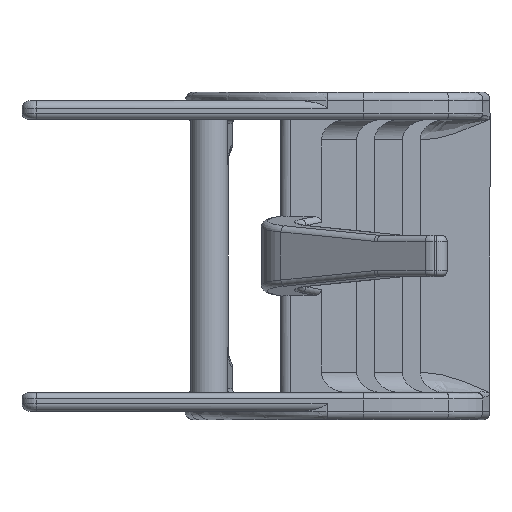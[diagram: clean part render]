
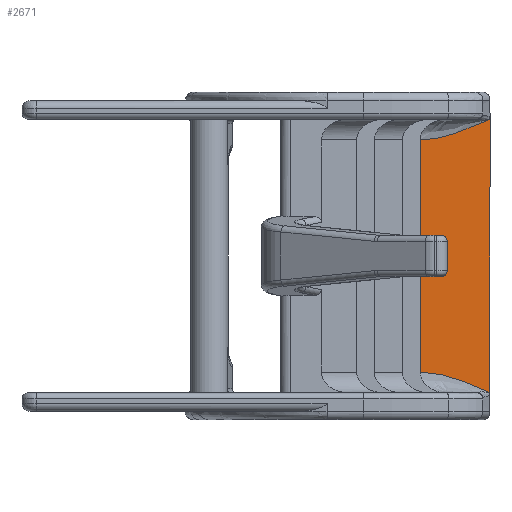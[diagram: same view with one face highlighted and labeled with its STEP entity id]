
A CAD part, front view. The second image highlights one B-rep face of the part: STEP entity #2671.
In plain terms, the highlighted planar face has unit normal (0.762, -0.647, 0).
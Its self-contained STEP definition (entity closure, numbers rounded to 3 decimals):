
#30 = CARTESIAN_POINT ( 'NONE',  ( 2.738, 34.994, 1.279 ) ) ;
#430 = FACE_OUTER_BOUND ( 'NONE', #5550, .T. ) ;
#461 = CARTESIAN_POINT ( 'NONE',  ( -0.631, 31.028, 2.3 ) ) ;
#477 = CARTESIAN_POINT ( 'NONE',  ( 2.715, 34.967, 14.488 ) ) ;
#496 = VERTEX_POINT ( 'NONE', #461 ) ;
#526 = CARTESIAN_POINT ( 'NONE',  ( 2.72, 34.972, 14.49 ) ) ;
#703 = CARTESIAN_POINT ( 'NONE',  ( 2.717, 34.969, 1.312 ) ) ;
#732 = CARTESIAN_POINT ( 'NONE',  ( 2.733, 34.987, 1.292 ) ) ;
#783 = CARTESIAN_POINT ( 'NONE',  ( -0.631, 31.028, 15.801 ) ) ;
#809 = ORIENTED_EDGE ( 'NONE', *, *, #3312, .T. ) ;
#1050 = CARTESIAN_POINT ( 'NONE',  ( 2.728, 34.982, 14.499 ) ) ;
#1348 = CARTESIAN_POINT ( 'NONE',  ( 2.715, 34.967, 1.312 ) ) ;
#1624 = ORIENTED_EDGE ( 'NONE', *, *, #6761, .T. ) ;
#1711 = CARTESIAN_POINT ( 'NONE',  ( 2.743, 35., 15.801 ) ) ;
#1732 = CARTESIAN_POINT ( 'NONE',  ( 2.716, 34.968, 14.488 ) ) ;
#1745 = VERTEX_POINT ( 'NONE', #2886 ) ;
#1771 = ORIENTED_EDGE ( 'NONE', *, *, #2947, .T. ) ;
#1938 = CARTESIAN_POINT ( 'NONE',  ( 2.735, 34.99, 1.287 ) ) ;
#1968 = CARTESIAN_POINT ( 'NONE',  ( 2.724, 34.978, 1.306 ) ) ;
#1977 = ORIENTED_EDGE ( 'NONE', *, *, #6545, .F. ) ;
#1989 = CARTESIAN_POINT ( 'NONE',  ( -0.631, 31.028, 13.5 ) ) ;
#2094 = DIRECTION ( 'NONE',  ( 0., 0., -1. ) ) ;
#2164 = B_SPLINE_CURVE_WITH_KNOTS ( 'NONE', 3,
 ( #3029, #2392, #2422, #6852, #3057, #3669, #6830, #8091, #1050, #2998, #3084, #526, #7506, #3695, #1732, #477 ),
 .UNSPECIFIED., .F., .F.,
 ( 4, 3, 3, 3, 3, 4 ),
 ( 0., 0., 0., 0., 0., 0. ),
 .UNSPECIFIED. ) ;
#2392 = CARTESIAN_POINT ( 'NONE',  ( 2.743, 35., 14.555 ) ) ;
#2422 = CARTESIAN_POINT ( 'NONE',  ( 2.742, 34.999, 14.543 ) ) ;
#2588 = PLANE ( 'NONE',  #8078 ) ;
#2671 = ADVANCED_FACE ( 'NONE', ( #430 ), #2588, .F. ) ;
#2725 = CARTESIAN_POINT ( 'NONE',  ( -0.631, 31.028, 13.5 ) ) ;
#2878 = CARTESIAN_POINT ( 'NONE',  ( 2.715, 34.967, 1.312 ) ) ;
#2886 = CARTESIAN_POINT ( 'NONE',  ( 2.715, 34.967, 14.488 ) ) ;
#2947 = EDGE_CURVE ( 'NONE', #496, #4686, #6362, .T. ) ;
#2998 = CARTESIAN_POINT ( 'NONE',  ( 2.725, 34.978, 14.495 ) ) ;
#3029 = CARTESIAN_POINT ( 'NONE',  ( 2.743, 35., 14.567 ) ) ;
#3057 = CARTESIAN_POINT ( 'NONE',  ( 2.738, 34.994, 14.523 ) ) ;
#3070 = VERTEX_POINT ( 'NONE', #3073 ) ;
#3073 = CARTESIAN_POINT ( 'NONE',  ( 2.743, 35., 14.567 ) ) ;
#3084 = CARTESIAN_POINT ( 'NONE',  ( 2.722, 34.975, 14.492 ) ) ;
#3229 = CARTESIAN_POINT ( 'NONE',  ( 2.715, 34.967, 14.488 ) ) ;
#3269 = CARTESIAN_POINT ( 'NONE',  ( 2.743, 35., 15.801 ) ) ;
#3312 = EDGE_CURVE ( 'NONE', #5311, #496, #5575, .T. ) ;
#3548 = CARTESIAN_POINT ( 'NONE',  ( -0.631, 31.028, 2.3 ) ) ;
#3606 = ORIENTED_EDGE ( 'NONE', *, *, #4455, .T. ) ;
#3669 = CARTESIAN_POINT ( 'NONE',  ( 2.736, 34.991, 14.515 ) ) ;
#3695 = CARTESIAN_POINT ( 'NONE',  ( 2.717, 34.969, 14.488 ) ) ;
#3721 = VECTOR ( 'NONE', #5571, 1000. ) ;
#3891 = CARTESIAN_POINT ( 'NONE',  ( 2.717, 34.969, 1.311 ) ) ;
#3916 = CARTESIAN_POINT ( 'NONE',  ( 2.741, 34.998, 1.261 ) ) ;
#3976 = ORIENTED_EDGE ( 'NONE', *, *, #7935, .T. ) ;
#4182 = CARTESIAN_POINT ( 'NONE',  ( 0.484, 32.341, 2.3 ) ) ;
#4455 = EDGE_CURVE ( 'NONE', #4686, #8085, #6800, .T. ) ;
#4533 = CARTESIAN_POINT ( 'NONE',  ( 2.727, 34.981, 1.302 ) ) ;
#4550 = DIRECTION ( 'NONE',  ( -0.762, 0.647, 0. ) ) ;
#4554 = CARTESIAN_POINT ( 'NONE',  ( 0.484, 32.341, 13.5 ) ) ;
#4686 = VERTEX_POINT ( 'NONE', #6010 ) ;
#5095 = CARTESIAN_POINT ( 'NONE',  ( 2.73, 34.984, 1.298 ) ) ;
#5164 = CARTESIAN_POINT ( 'NONE',  ( 2.743, 35., 1.233 ) ) ;
#5174 = CARTESIAN_POINT ( 'NONE',  ( 2.743, 34.999, 1.252 ) ) ;
#5311 = VERTEX_POINT ( 'NONE', #2725 ) ;
#5371 = VECTOR ( 'NONE', #2094, 1000. ) ;
#5410 = LINE ( 'NONE', #1711, #3721 ) ;
#5550 = EDGE_LOOP ( 'NONE', ( #809, #1771, #3606, #1977, #3976, #1624 ) ) ;
#5571 = DIRECTION ( 'NONE',  ( 0., 0., -1. ) ) ;
#5575 = LINE ( 'NONE', #783, #5371 ) ;
#5771 = CARTESIAN_POINT ( 'NONE',  ( 2.74, 34.996, 1.27 ) ) ;
#5795 = CARTESIAN_POINT ( 'NONE',  ( 2.743, 35., 1.233 ) ) ;
#6010 = CARTESIAN_POINT ( 'NONE',  ( 2.715, 34.967, 1.312 ) ) ;
#6362 = B_SPLINE_CURVE_WITH_KNOTS ( 'NONE', 3,
 ( #3548, #4182, #7412, #2878 ),
 .UNSPECIFIED., .F., .F.,
 ( 4, 4 ),
 ( 0.667, 0.997 ),
 .UNSPECIFIED. ) ;
#6420 = CARTESIAN_POINT ( 'NONE',  ( 2.743, 35., 1.243 ) ) ;
#6545 = EDGE_CURVE ( 'NONE', #3070, #8085, #5410, .T. ) ;
#6761 = EDGE_CURVE ( 'NONE', #1745, #5311, #7944, .T. ) ;
#6800 = B_SPLINE_CURVE_WITH_KNOTS ( 'NONE', 3,
 ( #1348, #7032, #703, #3891, #7004, #1968, #4533, #5095, #732, #1938, #30, #5771, #3916, #5174, #6420, #5795 ),
 .UNSPECIFIED., .F., .F.,
 ( 4, 3, 3, 3, 3, 4 ),
 ( 0., 0., 0., 0., 0., 0. ),
 .UNSPECIFIED. ) ;
#6830 = CARTESIAN_POINT ( 'NONE',  ( 2.733, 34.987, 14.508 ) ) ;
#6852 = CARTESIAN_POINT ( 'NONE',  ( 2.74, 34.996, 14.531 ) ) ;
#7004 = CARTESIAN_POINT ( 'NONE',  ( 2.721, 34.974, 1.309 ) ) ;
#7032 = CARTESIAN_POINT ( 'NONE',  ( 2.716, 34.968, 1.312 ) ) ;
#7048 = DIRECTION ( 'NONE',  ( -0.647, -0.762, 0. ) ) ;
#7412 = CARTESIAN_POINT ( 'NONE',  ( 1.6, 33.654, 1.808 ) ) ;
#7506 = CARTESIAN_POINT ( 'NONE',  ( 2.717, 34.969, 14.489 ) ) ;
#7678 = CARTESIAN_POINT ( 'NONE',  ( 1.6, 33.654, 13.992 ) ) ;
#7935 = EDGE_CURVE ( 'NONE', #3070, #1745, #2164, .T. ) ;
#7944 = B_SPLINE_CURVE_WITH_KNOTS ( 'NONE', 3,
 ( #3229, #7678, #4554, #1989 ),
 .UNSPECIFIED., .F., .F.,
 ( 4, 4 ),
 ( 0.003, 0.333 ),
 .UNSPECIFIED. ) ;
#8078 = AXIS2_PLACEMENT_3D ( 'NONE', #3269, #4550, #7048 ) ;
#8085 = VERTEX_POINT ( 'NONE', #5164 ) ;
#8091 = CARTESIAN_POINT ( 'NONE',  ( 2.73, 34.985, 14.503 ) ) ;
